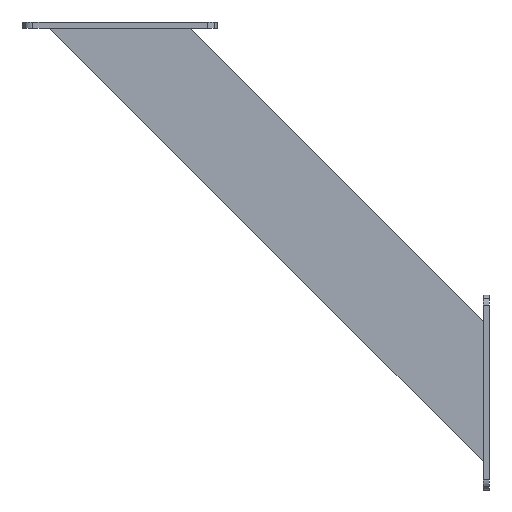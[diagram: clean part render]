
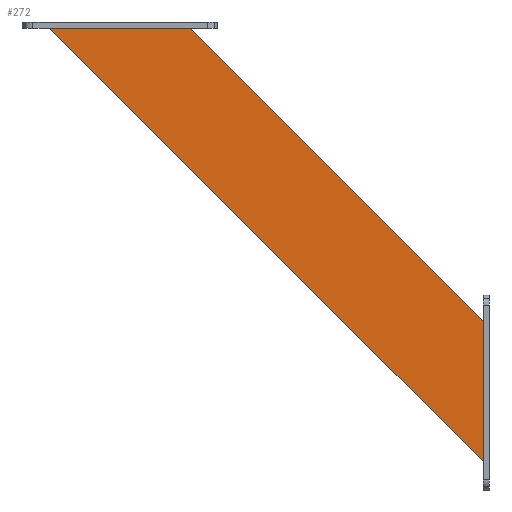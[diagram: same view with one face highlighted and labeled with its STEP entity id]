
A CAD part, left-side view. The second image highlights one B-rep face of the part: STEP entity #272.
In plain terms, the highlighted planar face has unit normal (-1, 0, 0).
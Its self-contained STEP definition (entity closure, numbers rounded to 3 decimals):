
#272=ADVANCED_FACE('',(#590),#591,.T.);
#590=FACE_OUTER_BOUND('',#916,.T.);
#591=PLANE('',#917);
#916=EDGE_LOOP('',(#1995,#1996,#1997,#1998));
#917=AXIS2_PLACEMENT_3D('',#1999,#2000,#2001);
#1995=ORIENTED_EDGE('',*,*,#2386,.T.);
#1996=ORIENTED_EDGE('',*,*,#2385,.F.);
#1997=ORIENTED_EDGE('',*,*,#2387,.T.);
#1998=ORIENTED_EDGE('',*,*,#2377,.F.);
#1999=CARTESIAN_POINT('',(1.5,304.866,232.59));
#2000=DIRECTION('',(-1.0,0.,0.));
#2001=DIRECTION('',(0.,-0.707,-0.707));
#2377=EDGE_CURVE('',#2915,#2917,#2918,.T.);
#2385=EDGE_CURVE('',#2929,#2927,#2931,.T.);
#2386=EDGE_CURVE('',#2915,#2927,#2932,.T.);
#2387=EDGE_CURVE('',#2929,#2917,#2933,.T.);
#2915=VERTEX_POINT('',#3637);
#2917=VERTEX_POINT('',#3640);
#2918=LINE('',#3641,#3642);
#2927=VERTEX_POINT('',#3656);
#2929=VERTEX_POINT('',#3659);
#2931=LINE('',#3662,#3663);
#2932=LINE('',#3664,#3665);
#2933=LINE('',#3666,#3667);
#3637=CARTESIAN_POINT('',(1.5,304.866,232.59));
#3640=CARTESIAN_POINT('',(1.5,161.908,89.633));
#3641=CARTESIAN_POINT('',(1.5,304.866,232.59));
#3642=VECTOR('',#4313,1.0);
#3656=CARTESIAN_POINT('',(1.5,373.455,232.59));
#3659=CARTESIAN_POINT('',(1.5,161.908,21.043));
#3662=CARTESIAN_POINT('',(1.5,161.908,21.043));
#3663=VECTOR('',#4321,1.0);
#3664=CARTESIAN_POINT('',(1.5,304.866,232.59));
#3665=VECTOR('',#4322,1.0);
#3666=CARTESIAN_POINT('',(1.5,161.908,21.043));
#3667=VECTOR('',#4323,1.0);
#4313=DIRECTION('',(0.,-0.707,-0.707));
#4321=DIRECTION('',(0.,0.707,0.707));
#4322=DIRECTION('',(0.,1.0,0.));
#4323=DIRECTION('',(0.,0.,1.0));
